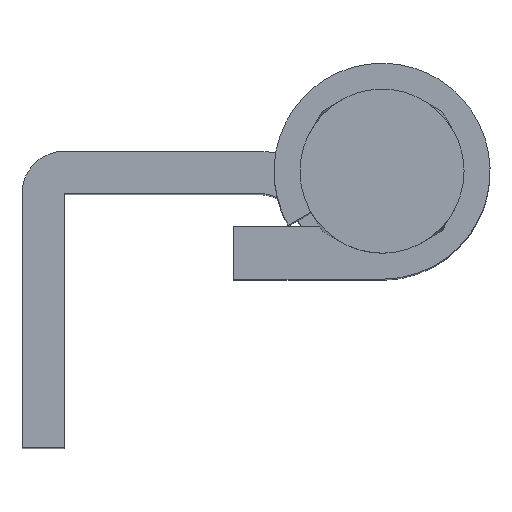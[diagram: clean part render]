
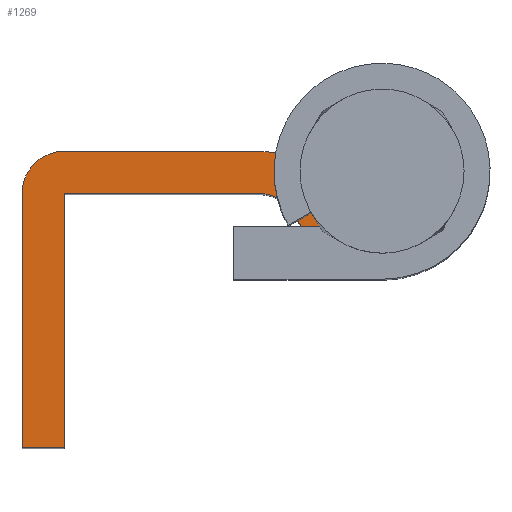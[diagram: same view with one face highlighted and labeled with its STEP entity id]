
A CAD part, top view. The second image highlights one B-rep face of the part: STEP entity #1269.
In plain terms, the highlighted free-form (B-spline) face has degree [1, 1] with [2, 2] control points.
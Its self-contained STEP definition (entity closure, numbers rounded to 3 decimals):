
#1131=CARTESIAN_POINT('',(-18.078,-13.879,35.));
#1132=CARTESIAN_POINT('',(5.661,-13.879,35.));
#1133=CARTESIAN_POINT('',(-18.078,5.477,35.));
#1134=CARTESIAN_POINT('',(5.661,5.477,35.));
#1135=B_SPLINE_SURFACE_WITH_KNOTS('',1,1,((#1131,#1133),(#1132,#1134)),.UNSPECIFIED.,.F.,.F.,.U.,(2,2),(2,2),(0.0,23.739),(0.0,19.356),.UNSPECIFIED.);
#1136=CARTESIAN_POINT('',(-17.0,-13.0,35.));
#1137=VERTEX_POINT('',#1136);
#1138=CARTESIAN_POINT('',(-15.0,-13.0,35.));
#1139=VERTEX_POINT('',#1138);
#1140=CARTESIAN_POINT('',(-17.0,-13.0,35.));
#1141=CARTESIAN_POINT('',(-15.0,-13.0,35.));
#1142=QUASI_UNIFORM_CURVE('',1,(#1140,#1141),.UNSPECIFIED.,.F.,.U.);
#1143=EDGE_CURVE('',#1137,#1139,#1142,.T.);
#1144=ORIENTED_EDGE('',*,*,#1143,.T.);
#1145=CARTESIAN_POINT('',(-15.0,-1.0,35.));
#1146=VERTEX_POINT('',#1145);
#1147=CARTESIAN_POINT('',(-15.0,-13.0,35.));
#1148=CARTESIAN_POINT('',(-15.0,-1.0,35.));
#1149=QUASI_UNIFORM_CURVE('',1,(#1147,#1148),.UNSPECIFIED.,.F.,.U.);
#1150=EDGE_CURVE('',#1139,#1146,#1149,.T.);
#1151=ORIENTED_EDGE('',*,*,#1150,.T.);
#1152=CARTESIAN_POINT('',(-5.823,-1.0,35.));
#1153=VERTEX_POINT('',#1152);
#1154=CARTESIAN_POINT('',(-15.0,-1.0,35.));
#1155=CARTESIAN_POINT('',(-5.823,-1.0,35.));
#1156=QUASI_UNIFORM_CURVE('',1,(#1154,#1155),.UNSPECIFIED.,.F.,.U.);
#1157=EDGE_CURVE('',#1146,#1153,#1156,.T.);
#1158=ORIENTED_EDGE('',*,*,#1157,.T.);
#1159=CARTESIAN_POINT('',(-4.246,-1.769,35.));
#1160=VERTEX_POINT('',#1159);
#1161=CARTESIAN_POINT('',(-5.823,-1.0,35.));
#1162=CARTESIAN_POINT('',(-4.847,-1.0,35.));
#1163=CARTESIAN_POINT('',(-4.246,-1.769,35.));
#1171=(BOUNDED_CURVE()B_SPLINE_CURVE(2,(#1161,#1162,#1163),.UNSPECIFIED.,.F.,.U.)CURVE()GEOMETRIC_REPRESENTATION_ITEM()QUASI_UNIFORM_CURVE()RATIONAL_B_SPLINE_CURVE((1.0,0.899,1.0))REPRESENTATION_ITEM(''));
#1172=EDGE_CURVE('',#1153,#1160,#1171,.T.);
#1173=ORIENTED_EDGE('',*,*,#1172,.T.);
#1174=CARTESIAN_POINT('',(-4.488,1.011,35.));
#1175=VERTEX_POINT('',#1174);
#1176=CARTESIAN_POINT('',(-4.488,1.011,35.));
#1177=CARTESIAN_POINT('',(-3.621,4.855,35.));
#1178=CARTESIAN_POINT('',(0.31,4.59,35.));
#1179=CARTESIAN_POINT('',(4.242,4.324,35.));
#1180=CARTESIAN_POINT('',(4.583,0.398,35.));
#1181=CARTESIAN_POINT('',(4.924,-3.528,35.));
#1182=CARTESIAN_POINT('',(1.097,-4.467,35.));
#1183=CARTESIAN_POINT('',(-2.731,-5.407,35.));
#1184=CARTESIAN_POINT('',(-4.246,-1.769,35.));
#1192=(BOUNDED_CURVE()B_SPLINE_CURVE(2,(#1176,#1177,#1178,#1179,#1180,#1181,#1182,#1183,#1184),.UNSPECIFIED.,.F.,.U.)B_SPLINE_CURVE_WITH_KNOTS((3,2,2,2,3),(0.0,0.25,0.5,0.75,1.0),.UNSPECIFIED.)CURVE()GEOMETRIC_REPRESENTATION_ITEM()RATIONAL_B_SPLINE_CURVE((1.0,0.759,1.0,0.759,1.0,0.759,1.0,0.759,1.0))REPRESENTATION_ITEM(''));
#1193=EDGE_CURVE('',#1175,#1160,#1192,.T.);
#1194=ORIENTED_EDGE('',*,*,#1193,.F.);
#1195=CARTESIAN_POINT('',(-2.536,0.571,35.));
#1196=VERTEX_POINT('',#1195);
#1197=CARTESIAN_POINT('',(-4.488,1.011,35.));
#1198=CARTESIAN_POINT('',(-2.536,0.571,35.));
#1199=QUASI_UNIFORM_CURVE('',1,(#1197,#1198),.UNSPECIFIED.,.F.,.U.);
#1200=EDGE_CURVE('',#1175,#1196,#1199,.T.);
#1201=ORIENTED_EDGE('',*,*,#1200,.T.);
#1202=CARTESIAN_POINT('',(-2.466,-0.825,35.));
#1203=VERTEX_POINT('',#1202);
#1204=CARTESIAN_POINT('',(-2.536,0.571,35.));
#1205=CARTESIAN_POINT('',(-2.038,2.784,35.));
#1206=CARTESIAN_POINT('',(0.222,2.591,35.));
#1207=CARTESIAN_POINT('',(2.482,2.397,35.));
#1208=CARTESIAN_POINT('',(2.597,0.132,35.));
#1209=CARTESIAN_POINT('',(2.711,-2.134,35.));
#1210=CARTESIAN_POINT('',(0.483,-2.555,35.));
#1211=CARTESIAN_POINT('',(-1.746,-2.976,35.));
#1212=CARTESIAN_POINT('',(-2.466,-0.825,35.));
#1220=(BOUNDED_CURVE()B_SPLINE_CURVE(2,(#1204,#1205,#1206,#1207,#1208,#1209,#1210,#1211,#1212),.UNSPECIFIED.,.F.,.U.)B_SPLINE_CURVE_WITH_KNOTS((3,2,2,2,3),(0.0,0.25,0.5,0.75,1.0),.UNSPECIFIED.)CURVE()GEOMETRIC_REPRESENTATION_ITEM()RATIONAL_B_SPLINE_CURVE((1.0,0.754,1.0,0.754,1.0,0.754,1.0,0.754,1.0))REPRESENTATION_ITEM(''));
#1221=EDGE_CURVE('',#1196,#1203,#1220,.T.);
#1222=ORIENTED_EDGE('',*,*,#1221,.T.);
#1223=CARTESIAN_POINT('',(-5.823,1.0,35.));
#1224=VERTEX_POINT('',#1223);
#1225=CARTESIAN_POINT('',(-5.823,1.,35.));
#1226=CARTESIAN_POINT('',(-3.648,1.,35.));
#1227=CARTESIAN_POINT('',(-2.466,-0.825,35.));
#1235=(BOUNDED_CURVE()B_SPLINE_CURVE(2,(#1225,#1226,#1227),.UNSPECIFIED.,.F.,.U.)CURVE()GEOMETRIC_REPRESENTATION_ITEM()QUASI_UNIFORM_CURVE()RATIONAL_B_SPLINE_CURVE((1.0,0.879,1.0))REPRESENTATION_ITEM(''));
#1236=EDGE_CURVE('',#1224,#1203,#1235,.T.);
#1237=ORIENTED_EDGE('',*,*,#1236,.F.);
#1238=CARTESIAN_POINT('',(-15.0,1.0,35.));
#1239=VERTEX_POINT('',#1238);
#1240=CARTESIAN_POINT('',(-5.823,1.0,35.));
#1241=CARTESIAN_POINT('',(-15.0,1.0,35.));
#1242=QUASI_UNIFORM_CURVE('',1,(#1240,#1241),.UNSPECIFIED.,.F.,.U.);
#1243=EDGE_CURVE('',#1224,#1239,#1242,.T.);
#1244=ORIENTED_EDGE('',*,*,#1243,.T.);
#1245=CARTESIAN_POINT('',(-17.0,-1.,35.));
#1246=VERTEX_POINT('',#1245);
#1247=CARTESIAN_POINT('',(-17.,-1.,35.));
#1248=CARTESIAN_POINT('',(-17.,-0.172,35.));
#1249=CARTESIAN_POINT('',(-16.414,0.414,35.));
#1250=CARTESIAN_POINT('',(-15.828,1.0,35.));
#1251=CARTESIAN_POINT('',(-15.0,1.0,35.));
#1259=(BOUNDED_CURVE()B_SPLINE_CURVE(2,(#1247,#1248,#1249,#1250,#1251),.UNSPECIFIED.,.F.,.U.)B_SPLINE_CURVE_WITH_KNOTS((3,2,3),(0.0,0.5,1.0),.UNSPECIFIED.)CURVE()GEOMETRIC_REPRESENTATION_ITEM()RATIONAL_B_SPLINE_CURVE((1.0,0.924,1.0,0.924,1.0))REPRESENTATION_ITEM(''));
#1260=EDGE_CURVE('',#1246,#1239,#1259,.T.);
#1261=ORIENTED_EDGE('',*,*,#1260,.F.);
#1262=CARTESIAN_POINT('',(-17.0,-1.,35.));
#1263=CARTESIAN_POINT('',(-17.0,-13.0,35.));
#1264=QUASI_UNIFORM_CURVE('',1,(#1262,#1263),.UNSPECIFIED.,.F.,.U.);
#1265=EDGE_CURVE('',#1246,#1137,#1264,.T.);
#1266=ORIENTED_EDGE('',*,*,#1265,.T.);
#1267=EDGE_LOOP('',(#1144,#1151,#1158,#1173,#1194,#1201,#1222,#1237,#1244,#1261,#1266));
#1268=FACE_OUTER_BOUND('',#1267,.T.);
#1269=ADVANCED_FACE('',(#1268),#1135,.T.);
